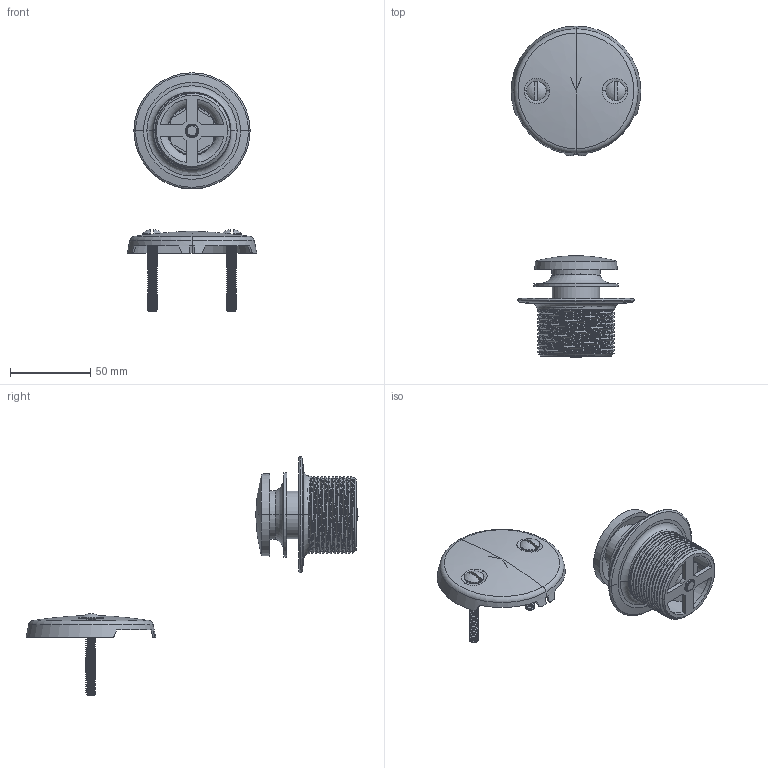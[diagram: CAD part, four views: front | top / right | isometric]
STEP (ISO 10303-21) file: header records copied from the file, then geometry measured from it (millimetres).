
FILE_DESCRIPTION((''),'2;1');
FILE_NAME('274_ASM','2021-10-25T13:50:55',('rsmith'),(''),'CREO PARAMETRIC BY PTC INC, 2018400','CREO PARAMETRIC BY PTC INC, 2018400','');
FILE_SCHEMA(('AUTOMOTIVE_DESIGN { 1 0 10303 214 1 1 1 1 }'));
Length unit declared in the file: inch
Products named in the file (9): 50263; 92065; 266_ASM; 50272; 50274; 91172; 50273; 272_ASM; 274_ASM
Assembly tree (9 placements, depth 3):
  274_ASM
    266_ASM
      50263
      92065  x2
    272_ASM
      50272
      50274
      91172
      50273
Bounding box: 80.77 x 206.63 x 148.43 mm (x, y, z)
Volume: 75312.8 mm3; surface area: 55059.1 mm2
Topology: 7 solids, 7 shells, 558 faces, 1503 edges, 965 vertices
Faces by surface type: cylinder 235, bspline 113, plane 90, extrusion 55, cone 42, torus 16, sphere 7
Entity records: 39960 total; most frequent: CARTESIAN_POINT 25606, ORIENTED_EDGE 2390, DIRECTION 1617, PRESENTATION_STYLE_ASSIGNMENT 1201, STYLED_ITEM 1201, CURVE_STYLE 1195, EDGE_CURVE 1195, VERTEX_POINT 770
